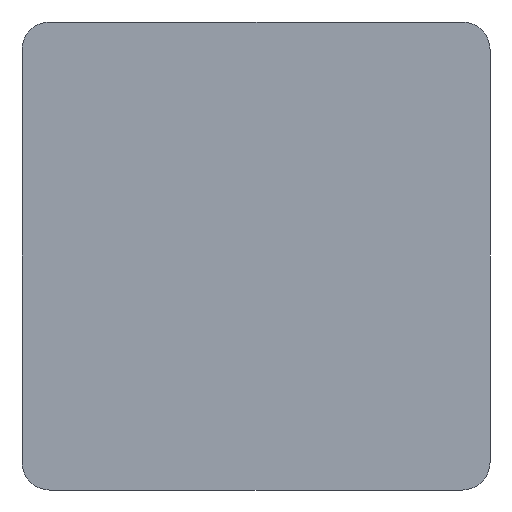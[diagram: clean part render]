
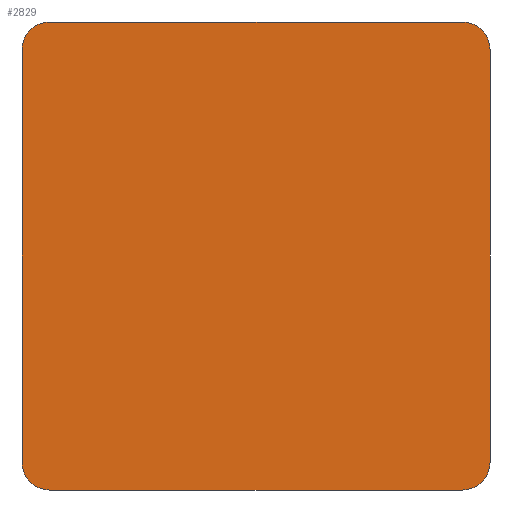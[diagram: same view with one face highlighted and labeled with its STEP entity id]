
A CAD part, front view. The second image highlights one B-rep face of the part: STEP entity #2829.
In plain terms, the highlighted planar face has unit normal (0, -1, 0).
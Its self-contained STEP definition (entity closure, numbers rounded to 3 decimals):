
#4 = VECTOR ( 'NONE', #2784, 1000. ) ;
#59 = EDGE_CURVE ( 'NONE', #2164, #390, #162, .T. ) ;
#66 = EDGE_LOOP ( 'NONE', ( #1733, #78, #2692, #1868, #2131, #3016, #3797, #2467 ) ) ;
#67 = CIRCLE ( 'NONE', #1245, 20. ) ;
#78 = ORIENTED_EDGE ( 'NONE', *, *, #59, .F. ) ;
#82 = VECTOR ( 'NONE', #217, 1000. ) ;
#162 = LINE ( 'NONE', #430, #4 ) ;
#194 = CARTESIAN_POINT ( 'NONE',  ( 150., 0., 150. ) ) ;
#212 = CIRCLE ( 'NONE', #273, 20. ) ;
#217 = DIRECTION ( 'NONE',  ( -1., 0., 0. ) ) ;
#225 = CARTESIAN_POINT ( 'NONE',  ( -170., 0., 150. ) ) ;
#234 = PLANE ( 'NONE',  #1133 ) ;
#273 = AXIS2_PLACEMENT_3D ( 'NONE', #1030, #746, #461 ) ;
#385 = DIRECTION ( 'NONE',  ( 0., 1., 0. ) ) ;
#390 = VERTEX_POINT ( 'NONE', #3629 ) ;
#411 = VERTEX_POINT ( 'NONE', #2226 ) ;
#430 = CARTESIAN_POINT ( 'NONE',  ( 150., 0., 170. ) ) ;
#461 = DIRECTION ( 'NONE',  ( 0., 0., 1. ) ) ;
#487 = LINE ( 'NONE', #3157, #82 ) ;
#555 = VERTEX_POINT ( 'NONE', #2633 ) ;
#573 = CARTESIAN_POINT ( 'NONE',  ( -150., 0., 170. ) ) ;
#688 = CARTESIAN_POINT ( 'NONE',  ( -150., 0., -170. ) ) ;
#746 = DIRECTION ( 'NONE',  ( 0., 1., 0. ) ) ;
#782 = VERTEX_POINT ( 'NONE', #688 ) ;
#822 = EDGE_CURVE ( 'NONE', #2809, #2164, #212, .T. ) ;
#1030 = CARTESIAN_POINT ( 'NONE',  ( -150., 0., 150. ) ) ;
#1133 = AXIS2_PLACEMENT_3D ( 'NONE', #194, #1371, #3138 ) ;
#1159 = DIRECTION ( 'NONE',  ( 0., 0., 1. ) ) ;
#1245 = AXIS2_PLACEMENT_3D ( 'NONE', #2429, #1588, #3292 ) ;
#1277 = DIRECTION ( 'NONE',  ( 0., 0., -1. ) ) ;
#1284 = VERTEX_POINT ( 'NONE', #2255 ) ;
#1371 = DIRECTION ( 'NONE',  ( 0., -1., 0. ) ) ;
#1393 = EDGE_CURVE ( 'NONE', #782, #1284, #1573, .T. ) ;
#1413 = FACE_OUTER_BOUND ( 'NONE', #66, .T. ) ;
#1520 = CARTESIAN_POINT ( 'NONE',  ( 170., 0., -150. ) ) ;
#1542 = VERTEX_POINT ( 'NONE', #1520 ) ;
#1558 = CIRCLE ( 'NONE', #2118, 20. ) ;
#1573 = CIRCLE ( 'NONE', #3227, 20. ) ;
#1588 = DIRECTION ( 'NONE',  ( 0., 1., 0. ) ) ;
#1654 = DIRECTION ( 'NONE',  ( 0., 0., 1. ) ) ;
#1733 = ORIENTED_EDGE ( 'NONE', *, *, #3701, .F. ) ;
#1868 = ORIENTED_EDGE ( 'NONE', *, *, #2010, .F. ) ;
#2010 = EDGE_CURVE ( 'NONE', #1284, #2809, #2317, .T. ) ;
#2013 = DIRECTION ( 'NONE',  ( 0., 0., -1. ) ) ;
#2118 = AXIS2_PLACEMENT_3D ( 'NONE', #3306, #385, #1277 ) ;
#2131 = ORIENTED_EDGE ( 'NONE', *, *, #1393, .F. ) ;
#2164 = VERTEX_POINT ( 'NONE', #573 ) ;
#2226 = CARTESIAN_POINT ( 'NONE',  ( 150., 0., -170. ) ) ;
#2247 = CARTESIAN_POINT ( 'NONE',  ( -170., 0., 150. ) ) ;
#2255 = CARTESIAN_POINT ( 'NONE',  ( -170., 0., -150. ) ) ;
#2317 = LINE ( 'NONE', #225, #2397 ) ;
#2397 = VECTOR ( 'NONE', #1654, 1000. ) ;
#2429 = CARTESIAN_POINT ( 'NONE',  ( 150., 0., -150. ) ) ;
#2467 = ORIENTED_EDGE ( 'NONE', *, *, #2755, .F. ) ;
#2596 = LINE ( 'NONE', #3706, #2737 ) ;
#2633 = CARTESIAN_POINT ( 'NONE',  ( 170., 0., 150. ) ) ;
#2692 = ORIENTED_EDGE ( 'NONE', *, *, #822, .F. ) ;
#2737 = VECTOR ( 'NONE', #2013, 1000. ) ;
#2755 = EDGE_CURVE ( 'NONE', #555, #1542, #2596, .T. ) ;
#2784 = DIRECTION ( 'NONE',  ( 1., 0., 0. ) ) ;
#2809 = VERTEX_POINT ( 'NONE', #2247 ) ;
#2828 = EDGE_CURVE ( 'NONE', #411, #782, #487, .T. ) ;
#2829 = ADVANCED_FACE ( 'NONE', ( #1413 ), #234, .T. ) ;
#2886 = EDGE_CURVE ( 'NONE', #1542, #411, #67, .T. ) ;
#2910 = DIRECTION ( 'NONE',  ( 0., 1., 0. ) ) ;
#3016 = ORIENTED_EDGE ( 'NONE', *, *, #2828, .F. ) ;
#3138 = DIRECTION ( 'NONE',  ( 0., 0., -1. ) ) ;
#3157 = CARTESIAN_POINT ( 'NONE',  ( 150., 0., -170. ) ) ;
#3227 = AXIS2_PLACEMENT_3D ( 'NONE', #3787, #2910, #1159 ) ;
#3292 = DIRECTION ( 'NONE',  ( 0., 0., -1. ) ) ;
#3306 = CARTESIAN_POINT ( 'NONE',  ( 150., 0., 150. ) ) ;
#3629 = CARTESIAN_POINT ( 'NONE',  ( 150., 0., 170. ) ) ;
#3701 = EDGE_CURVE ( 'NONE', #390, #555, #1558, .T. ) ;
#3706 = CARTESIAN_POINT ( 'NONE',  ( 170., 0., 150. ) ) ;
#3787 = CARTESIAN_POINT ( 'NONE',  ( -150., 0., -150. ) ) ;
#3797 = ORIENTED_EDGE ( 'NONE', *, *, #2886, .F. ) ;
